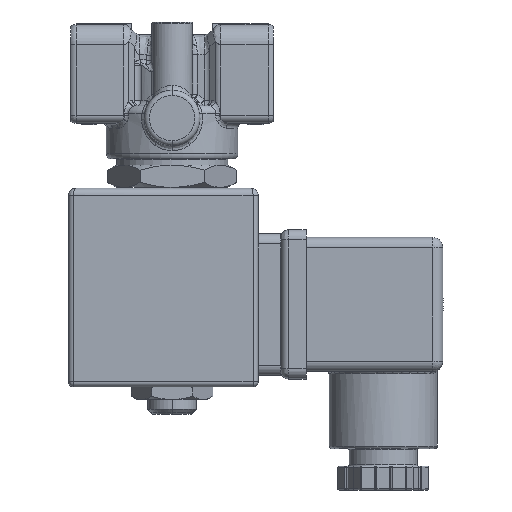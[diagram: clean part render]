
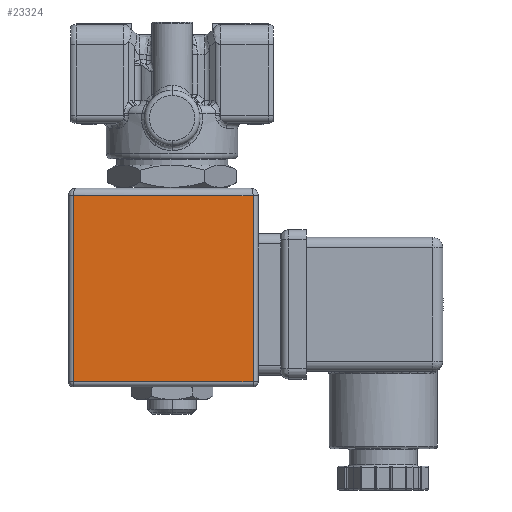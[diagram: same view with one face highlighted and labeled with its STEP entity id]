
A CAD part, front view. The second image highlights one B-rep face of the part: STEP entity #23324.
In plain terms, the highlighted face is planar.
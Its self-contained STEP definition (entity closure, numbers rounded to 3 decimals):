
#20783=DIRECTION('',(1.,0.,0.));
#20784=VECTOR('',#20783,35.5);
#20785=CARTESIAN_POINT('',(-16.,-3.8,15.));
#20786=LINE('',#20785,#20784);
#20790=DIRECTION('',(0.,-1.,0.));
#20791=VECTOR('',#20790,36.8);
#20792=CARTESIAN_POINT('',(-16.,33.,15.));
#20793=LINE('',#20792,#20791);
#20797=DIRECTION('',(-1.,0.,0.));
#20798=VECTOR('',#20797,35.5);
#20799=CARTESIAN_POINT('',(19.5,33.,15.));
#20800=LINE('',#20799,#20798);
#20804=DIRECTION('',(0.,1.,0.));
#20805=VECTOR('',#20804,36.8);
#20806=CARTESIAN_POINT('',(19.5,-3.8,15.));
#20807=LINE('',#20806,#20805);
#22599=CARTESIAN_POINT('',(19.5,33.,15.));
#22600=CARTESIAN_POINT('',(-16.,33.,15.));
#22601=VERTEX_POINT('',#22599);
#22602=VERTEX_POINT('',#22600);
#22635=CARTESIAN_POINT('',(-16.,-3.8,15.));
#22636=CARTESIAN_POINT('',(19.5,-3.8,15.));
#22637=VERTEX_POINT('',#22635);
#22638=VERTEX_POINT('',#22636);
#23312=CARTESIAN_POINT('',(1.75,14.35,15.));
#23313=DIRECTION('',(0.,0.,1.));
#23314=DIRECTION('',(1.,0.,0.));
#23315=AXIS2_PLACEMENT_3D('',#23312,#23313,#23314);
#23316=PLANE('',#23315);
#23317=ORIENTED_EDGE('',*,*,#23165,.F.);
#23318=ORIENTED_EDGE('',*,*,#22848,.F.);
#23320=ORIENTED_EDGE('',*,*,#23319,.F.);
#23321=ORIENTED_EDGE('',*,*,#23229,.F.);
#23322=EDGE_LOOP('',(#23317,#23318,#23320,#23321));
#23323=FACE_OUTER_BOUND('',#23322,.F.);
#23324=ADVANCED_FACE('',(#23323),#23316,.T.);
#22848=EDGE_CURVE('',#22602,#22637,#20793,.T.);
#23165=EDGE_CURVE('',#22637,#22638,#20786,.T.);
#23229=EDGE_CURVE('',#22638,#22601,#20807,.T.);
#23319=EDGE_CURVE('',#22601,#22602,#20800,.T.);
